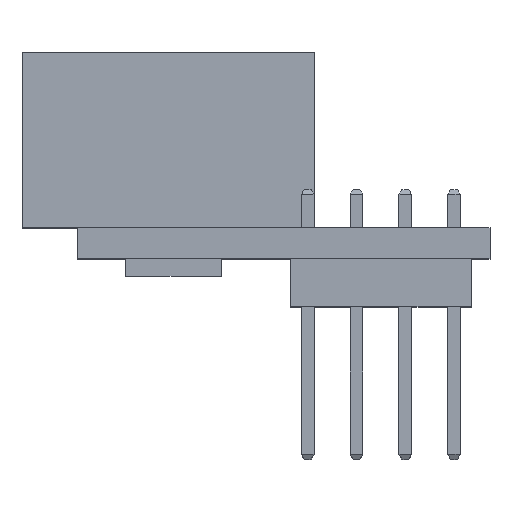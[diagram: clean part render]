
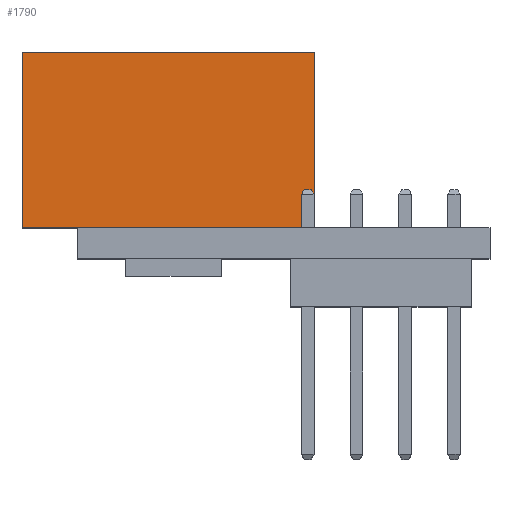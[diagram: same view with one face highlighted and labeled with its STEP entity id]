
A CAD part, top view. The second image highlights one B-rep face of the part: STEP entity #1790.
In plain terms, the highlighted planar face has unit normal (0, 0, 1).
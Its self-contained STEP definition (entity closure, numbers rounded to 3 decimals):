
#795 = VECTOR ( 'NONE', #7934, 1000. ) ;
#900 = ORIENTED_EDGE ( 'NONE', *, *, #7637, .F. ) ;
#923 = ORIENTED_EDGE ( 'NONE', *, *, #3952, .T. ) ;
#1066 = VERTEX_POINT ( 'NONE', #8714 ) ;
#1211 = LINE ( 'NONE', #4592, #2492 ) ;
#1530 = CARTESIAN_POINT ( 'NONE',  ( 3.025, 4.1, 6. ) ) ;
#1790 = ADVANCED_FACE ( 'NONE', ( #9905 ), #4021, .F. ) ;
#2351 = CARTESIAN_POINT ( 'NONE',  ( -9.175, 13.25, 6. ) ) ;
#2492 = VECTOR ( 'NONE', #11601, 1000. ) ;
#2997 = EDGE_CURVE ( 'NONE', #12310, #1066, #1211, .T. ) ;
#3131 = AXIS2_PLACEMENT_3D ( 'NONE', #5196, #14550, #6283 ) ;
#3346 = LINE ( 'NONE', #5666, #795 ) ;
#3540 = LINE ( 'NONE', #13502, #5742 ) ;
#3952 = EDGE_CURVE ( 'NONE', #11612, #12310, #14953, .T. ) ;
#4021 = PLANE ( 'NONE',  #3131 ) ;
#4331 = EDGE_LOOP ( 'NONE', ( #900, #9652, #923, #11689 ) ) ;
#4592 = CARTESIAN_POINT ( 'NONE',  ( -12.2, 13.25, 6. ) ) ;
#5196 = CARTESIAN_POINT ( 'NONE',  ( -9.175, 13.25, 6. ) ) ;
#5666 = CARTESIAN_POINT ( 'NONE',  ( 3.025, 41.31, 6. ) ) ;
#5742 = VECTOR ( 'NONE', #9021, 1000. ) ;
#6283 = DIRECTION ( 'NONE',  ( 1., 0., 0. ) ) ;
#7637 = EDGE_CURVE ( 'NONE', #9145, #1066, #3540, .T. ) ;
#7934 = DIRECTION ( 'NONE',  ( 0., -1., 0. ) ) ;
#8714 = CARTESIAN_POINT ( 'NONE',  ( -12.2, 4.1, 6. ) ) ;
#8835 = CARTESIAN_POINT ( 'NONE',  ( 3.025, 13.25, 6. ) ) ;
#9021 = DIRECTION ( 'NONE',  ( -1., 0., 0. ) ) ;
#9145 = VERTEX_POINT ( 'NONE', #1530 ) ;
#9334 = DIRECTION ( 'NONE',  ( -1., 0., 0. ) ) ;
#9652 = ORIENTED_EDGE ( 'NONE', *, *, #13624, .F. ) ;
#9905 = FACE_OUTER_BOUND ( 'NONE', #4331, .T. ) ;
#11601 = DIRECTION ( 'NONE',  ( 0., -1., 0. ) ) ;
#11612 = VERTEX_POINT ( 'NONE', #8835 ) ;
#11689 = ORIENTED_EDGE ( 'NONE', *, *, #2997, .T. ) ;
#11849 = VECTOR ( 'NONE', #9334, 1000. ) ;
#12291 = CARTESIAN_POINT ( 'NONE',  ( -12.2, 13.25, 6. ) ) ;
#12310 = VERTEX_POINT ( 'NONE', #12291 ) ;
#13502 = CARTESIAN_POINT ( 'NONE',  ( -9.175, 4.1, 6. ) ) ;
#13624 = EDGE_CURVE ( 'NONE', #11612, #9145, #3346, .T. ) ;
#14550 = DIRECTION ( 'NONE',  ( 0., 0., -1. ) ) ;
#14953 = LINE ( 'NONE', #2351, #11849 ) ;
